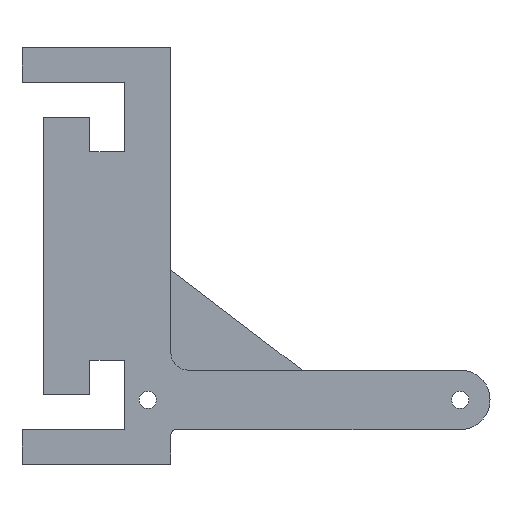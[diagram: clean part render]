
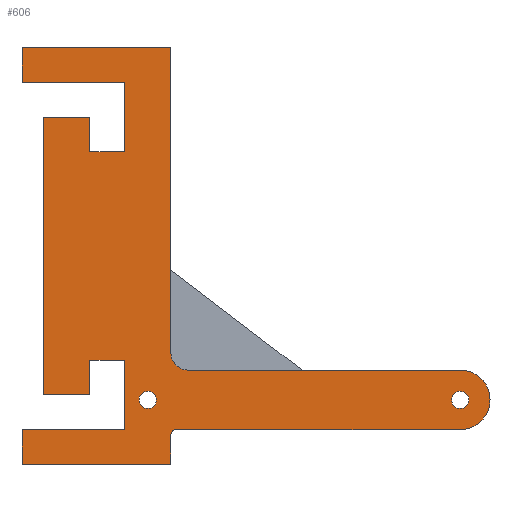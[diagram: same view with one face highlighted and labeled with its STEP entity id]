
A CAD part, front view. The second image highlights one B-rep face of the part: STEP entity #606.
In plain terms, the highlighted planar face has unit normal (0, -1, 0).
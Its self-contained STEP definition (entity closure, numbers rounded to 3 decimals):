
#17=FACE_BOUND('',#87,.T.);
#18=FACE_BOUND('',#88,.T.);
#54=FACE_OUTER_BOUND('',#86,.T.);
#86=EDGE_LOOP('',(#529,#530,#531,#532,#533,#534,#535,#536,#537,#538,#539,
#540,#541,#542,#543,#544,#545,#546,#547,#548,#549,#550));
#87=EDGE_LOOP('',(#551));
#88=EDGE_LOOP('',(#552));
#91=CIRCLE('',#637,2.25);
#93=CIRCLE('',#649,0.75);
#95=CIRCLE('',#652,1.125);
#97=CIRCLE('',#655,1.125);
#99=CIRCLE('',#658,3.857);
#110=LINE('',#856,#182);
#117=LINE('',#875,#189);
#121=LINE('',#883,#193);
#124=LINE('',#889,#196);
#127=LINE('',#895,#199);
#132=LINE('',#905,#204);
#134=LINE('',#910,#206);
#137=LINE('',#916,#209);
#140=LINE('',#922,#212);
#146=LINE('',#947,#218);
#147=LINE('',#950,#219);
#150=LINE('',#956,#222);
#153=LINE('',#962,#225);
#156=LINE('',#968,#228);
#159=LINE('',#974,#231);
#162=LINE('',#980,#234);
#165=LINE('',#986,#237);
#169=LINE('',#994,#241);
#171=LINE('',#997,#243);
#182=VECTOR('',#695,7.5);
#189=VECTOR('',#712,7.5);
#193=VECTOR('',#718,7.5);
#196=VECTOR('',#723,7.5);
#199=VECTOR('',#728,7.5);
#204=VECTOR('',#735,7.5);
#206=VECTOR('',#739,7.5);
#209=VECTOR('',#744,7.5);
#212=VECTOR('',#749,7.5);
#218=VECTOR('',#781,7.5);
#219=VECTOR('',#784,7.5);
#222=VECTOR('',#789,7.5);
#225=VECTOR('',#794,7.5);
#228=VECTOR('',#799,7.5);
#231=VECTOR('',#804,7.5);
#234=VECTOR('',#809,7.5);
#237=VECTOR('',#814,7.5);
#241=VECTOR('',#820,7.5);
#243=VECTOR('',#824,7.5);
#253=VERTEX_POINT('',#853);
#254=VERTEX_POINT('',#855);
#257=VERTEX_POINT('',#863);
#259=VERTEX_POINT('',#871);
#261=VERTEX_POINT('',#874);
#263=VERTEX_POINT('',#880);
#265=VERTEX_POINT('',#886);
#267=VERTEX_POINT('',#892);
#270=VERTEX_POINT('',#899);
#272=VERTEX_POINT('',#903);
#273=VERTEX_POINT('',#907);
#275=VERTEX_POINT('',#913);
#277=VERTEX_POINT('',#919);
#279=VERTEX_POINT('',#928);
#281=VERTEX_POINT('',#934);
#284=VERTEX_POINT('',#945);
#285=VERTEX_POINT('',#949);
#287=VERTEX_POINT('',#955);
#289=VERTEX_POINT('',#961);
#291=VERTEX_POINT('',#967);
#293=VERTEX_POINT('',#973);
#295=VERTEX_POINT('',#979);
#297=VERTEX_POINT('',#985);
#299=VERTEX_POINT('',#991);
#312=EDGE_CURVE('',#253,#254,#110,.T.);
#317=EDGE_CURVE('',#257,#253,#91,.T.);
#321=EDGE_CURVE('',#259,#261,#117,.T.);
#325=EDGE_CURVE('',#263,#259,#121,.T.);
#328=EDGE_CURVE('',#265,#263,#124,.T.);
#331=EDGE_CURVE('',#267,#265,#127,.T.);
#336=EDGE_CURVE('',#272,#270,#132,.T.);
#338=EDGE_CURVE('',#273,#267,#134,.T.);
#341=EDGE_CURVE('',#275,#273,#137,.T.);
#344=EDGE_CURVE('',#277,#275,#140,.T.);
#346=EDGE_CURVE('',#270,#277,#93,.T.);
#348=EDGE_CURVE('',#279,#279,#95,.T.);
#351=EDGE_CURVE('',#281,#281,#97,.T.);
#354=EDGE_CURVE('',#254,#272,#99,.T.);
#358=EDGE_CURVE('',#284,#257,#146,.T.);
#359=EDGE_CURVE('',#285,#284,#147,.T.);
#362=EDGE_CURVE('',#287,#285,#150,.T.);
#365=EDGE_CURVE('',#289,#287,#153,.T.);
#368=EDGE_CURVE('',#291,#289,#156,.T.);
#371=EDGE_CURVE('',#293,#291,#159,.T.);
#374=EDGE_CURVE('',#295,#293,#162,.T.);
#377=EDGE_CURVE('',#297,#295,#165,.T.);
#381=EDGE_CURVE('',#299,#297,#169,.T.);
#383=EDGE_CURVE('',#261,#299,#171,.T.);
#529=ORIENTED_EDGE('',*,*,#341,.F.);
#530=ORIENTED_EDGE('',*,*,#344,.F.);
#531=ORIENTED_EDGE('',*,*,#346,.F.);
#532=ORIENTED_EDGE('',*,*,#336,.F.);
#533=ORIENTED_EDGE('',*,*,#354,.F.);
#534=ORIENTED_EDGE('',*,*,#312,.F.);
#535=ORIENTED_EDGE('',*,*,#317,.F.);
#536=ORIENTED_EDGE('',*,*,#358,.F.);
#537=ORIENTED_EDGE('',*,*,#359,.F.);
#538=ORIENTED_EDGE('',*,*,#362,.F.);
#539=ORIENTED_EDGE('',*,*,#365,.F.);
#540=ORIENTED_EDGE('',*,*,#368,.F.);
#541=ORIENTED_EDGE('',*,*,#371,.F.);
#542=ORIENTED_EDGE('',*,*,#374,.F.);
#543=ORIENTED_EDGE('',*,*,#377,.F.);
#544=ORIENTED_EDGE('',*,*,#381,.F.);
#545=ORIENTED_EDGE('',*,*,#383,.F.);
#546=ORIENTED_EDGE('',*,*,#321,.F.);
#547=ORIENTED_EDGE('',*,*,#325,.F.);
#548=ORIENTED_EDGE('',*,*,#328,.F.);
#549=ORIENTED_EDGE('',*,*,#331,.F.);
#550=ORIENTED_EDGE('',*,*,#338,.F.);
#551=ORIENTED_EDGE('',*,*,#348,.T.);
#552=ORIENTED_EDGE('',*,*,#351,.T.);
#576=PLANE('',#671);
#606=ADVANCED_FACE('',(#54,#17,#18),#576,.F.);
#637=AXIS2_PLACEMENT_3D('',#865,#702,#703);
#649=AXIS2_PLACEMENT_3D('',#925,#753,#754);
#652=AXIS2_PLACEMENT_3D('',#929,#759,#760);
#655=AXIS2_PLACEMENT_3D('',#935,#766,#767);
#658=AXIS2_PLACEMENT_3D('',#940,#773,#774);
#671=AXIS2_PLACEMENT_3D('',#1000,#828,#829);
#695=DIRECTION('',(1.,0.,0.));
#702=DIRECTION('center_axis',(0.,-1.,0.));
#703=DIRECTION('ref_axis',(-0.707,0.,-0.707));
#712=DIRECTION('',(0.,0.,-1.));
#718=DIRECTION('',(-1.,0.,0.));
#723=DIRECTION('',(0.,0.,1.));
#728=DIRECTION('',(1.,0.,0.));
#735=DIRECTION('',(-1.,0.,0.));
#739=DIRECTION('',(0.,0.,1.));
#744=DIRECTION('',(-1.,0.,0.));
#749=DIRECTION('',(0.,0.,-1.));
#753=DIRECTION('center_axis',(0.,-1.,0.));
#754=DIRECTION('ref_axis',(-0.707,0.,0.707));
#759=DIRECTION('center_axis',(0.,1.,0.));
#760=DIRECTION('ref_axis',(-1.,0.,0.));
#766=DIRECTION('center_axis',(0.,1.,0.));
#767=DIRECTION('ref_axis',(-1.,0.,0.));
#773=DIRECTION('center_axis',(0.,1.,0.));
#774=DIRECTION('ref_axis',(-1.,0.,0.));
#781=DIRECTION('',(0.,0.,-1.));
#784=DIRECTION('',(1.,0.,0.));
#789=DIRECTION('',(0.,0.,1.));
#794=DIRECTION('',(-1.,0.,0.));
#799=DIRECTION('',(0.,0.,1.));
#804=DIRECTION('',(1.,0.,0.));
#809=DIRECTION('',(0.,0.,-1.));
#814=DIRECTION('',(1.,0.,0.));
#820=DIRECTION('',(0.,0.,1.));
#824=DIRECTION('',(-1.,0.,0.));
#828=DIRECTION('center_axis',(0.,1.,0.));
#829=DIRECTION('ref_axis',(0.,0.,1.));
#853=CARTESIAN_POINT('',(-38.625,1.25,3.857));
#855=CARTESIAN_POINT('',(-3.375,1.25,3.857));
#856=CARTESIAN_POINT('',(-40.875,1.25,3.857));
#863=CARTESIAN_POINT('',(-40.875,1.25,6.107));
#865=CARTESIAN_POINT('Origin',(-38.625,1.25,6.107));
#871=CARTESIAN_POINT('',(-51.375,1.25,5.143));
#874=CARTESIAN_POINT('',(-51.375,1.25,0.643));
#875=CARTESIAN_POINT('',(-51.375,1.25,5.143));
#880=CARTESIAN_POINT('',(-46.875,1.25,5.143));
#883=CARTESIAN_POINT('',(-46.875,1.25,5.143));
#886=CARTESIAN_POINT('',(-46.875,1.25,-3.857));
#889=CARTESIAN_POINT('',(-46.875,1.25,-3.857));
#892=CARTESIAN_POINT('',(-60.161,1.25,-3.857));
#895=CARTESIAN_POINT('',(-60.161,1.25,-3.857));
#899=CARTESIAN_POINT('',(-40.125,1.25,-3.857));
#903=CARTESIAN_POINT('',(-3.375,1.25,-3.857));
#905=CARTESIAN_POINT('',(-3.375,1.25,-3.857));
#907=CARTESIAN_POINT('',(-60.161,1.25,-8.357));
#910=CARTESIAN_POINT('',(-60.161,1.25,-8.357));
#913=CARTESIAN_POINT('',(-40.875,1.25,-8.357));
#916=CARTESIAN_POINT('',(-40.875,1.25,-8.357));
#919=CARTESIAN_POINT('',(-40.875,1.25,-4.607));
#922=CARTESIAN_POINT('',(-40.875,1.25,-3.857));
#925=CARTESIAN_POINT('Origin',(-40.125,1.25,-4.607));
#928=CARTESIAN_POINT('',(-42.75,1.25,0.));
#929=CARTESIAN_POINT('Origin',(-43.875,1.25,0.));
#934=CARTESIAN_POINT('',(-2.25,1.25,0.));
#935=CARTESIAN_POINT('Origin',(-3.375,1.25,0.));
#940=CARTESIAN_POINT('Origin',(-3.375,1.25,0.));
#945=CARTESIAN_POINT('',(-40.875,1.25,45.643));
#947=CARTESIAN_POINT('',(-40.875,1.25,45.643));
#949=CARTESIAN_POINT('',(-60.161,1.25,45.643));
#950=CARTESIAN_POINT('',(-60.161,1.25,45.643));
#955=CARTESIAN_POINT('',(-60.161,1.25,41.143));
#956=CARTESIAN_POINT('',(-60.161,1.25,41.143));
#961=CARTESIAN_POINT('',(-46.875,1.25,41.143));
#962=CARTESIAN_POINT('',(-46.875,1.25,41.143));
#967=CARTESIAN_POINT('',(-46.875,1.25,32.143));
#968=CARTESIAN_POINT('',(-46.875,1.25,32.143));
#973=CARTESIAN_POINT('',(-51.375,1.25,32.143));
#974=CARTESIAN_POINT('',(-51.375,1.25,32.143));
#979=CARTESIAN_POINT('',(-51.375,1.25,36.643));
#980=CARTESIAN_POINT('',(-51.375,1.25,36.643));
#985=CARTESIAN_POINT('',(-57.375,1.25,36.643));
#986=CARTESIAN_POINT('',(-57.375,1.25,36.643));
#991=CARTESIAN_POINT('',(-57.375,1.25,0.643));
#994=CARTESIAN_POINT('',(-57.375,1.25,0.643));
#997=CARTESIAN_POINT('',(-51.375,1.25,0.643));
#1000=CARTESIAN_POINT('Origin',(-29.839,1.25,18.643));
